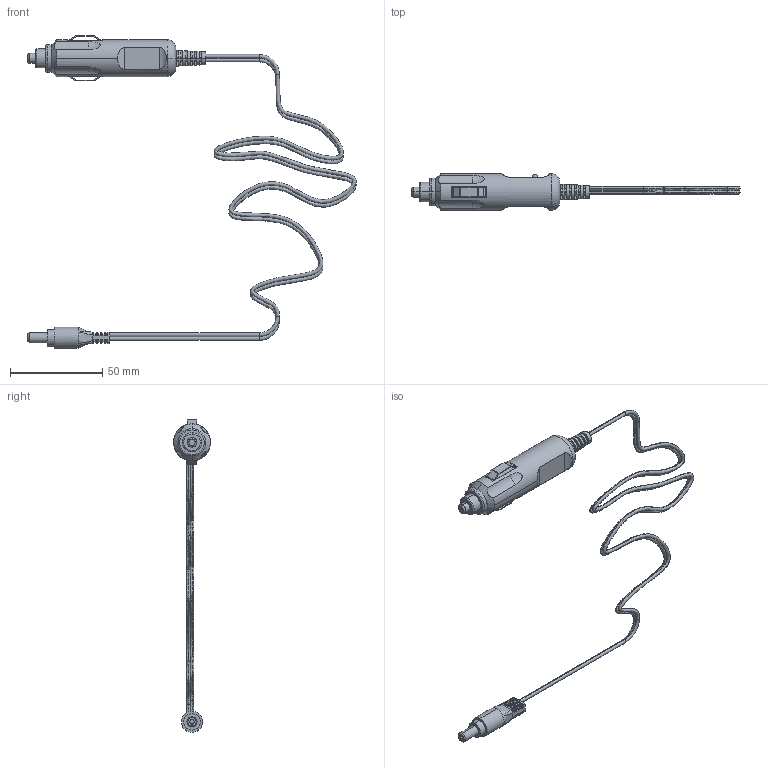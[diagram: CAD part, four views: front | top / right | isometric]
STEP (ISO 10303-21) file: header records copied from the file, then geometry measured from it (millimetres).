
FILE_DESCRIPTION (( 'STEP AP214' ), '1' );
FILE_NAME ('ZA5073-2.5.STEP', '2019-10-16T13:55:47', ( '' ), ( '' ), 'SwSTEP 2.0', 'SolidWorks 2017', '' );
FILE_SCHEMA (( 'AUTOMOTIVE_DESIGN' ));
Length unit declared in the file: millimetre
Products named in the file (4): dc plug-ZA5073-2.5; cable-ZA5073-2.5; ZA5073-2.5; APP-001-ZA5073-2.5
Assembly tree (3 placements, depth 2):
  ZA5073-2.5
    dc plug-ZA5073-2.5
    APP-001-ZA5073-2.5
    cable-ZA5073-2.5
Bounding box: 178.41 x 20.07 x 169.91 mm (x, y, z)
Volume: 27848.1 mm3; surface area: 15412.2 mm2
Topology: 10 solids, 10 shells, 357 faces, 894 edges, 581 vertices
Faces by surface type: plane 215, cylinder 66, bspline 48, torus 20, cone 6, sphere 2
Entity records: 26203 total; most frequent: CARTESIAN_POINT 17633, ORIENTED_EDGE 1772, DIRECTION 1626, EDGE_CURVE 886, VERTEX_POINT 579, VECTOR 558, LINE 558, AXIS2_PLACEMENT_3D 534
